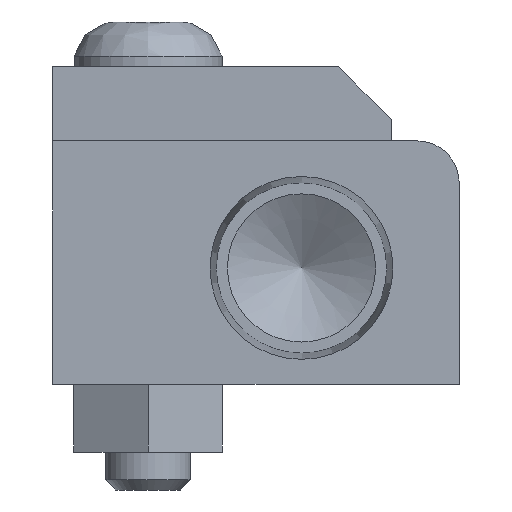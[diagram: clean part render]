
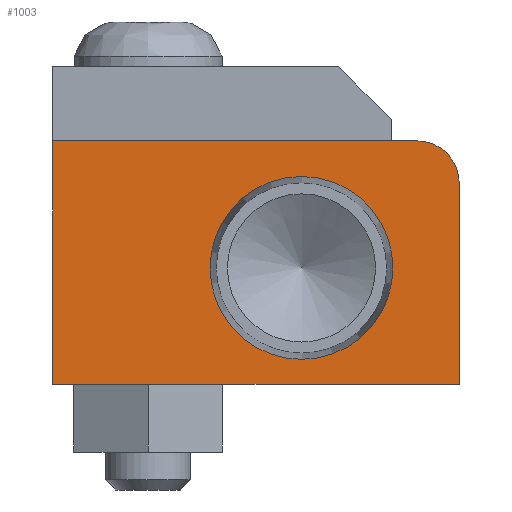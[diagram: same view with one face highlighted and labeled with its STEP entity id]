
A CAD part, left-side view. The second image highlights one B-rep face of the part: STEP entity #1003.
In plain terms, the highlighted planar face has unit normal (-1, 0, 0).
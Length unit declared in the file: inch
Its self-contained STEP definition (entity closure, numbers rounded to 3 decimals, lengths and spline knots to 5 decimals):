
#512=CARTESIAN_POINT('',(-39.27551,-7.92229,0.27739));
#513=VERTEX_POINT('',#512);
#514=CARTESIAN_POINT('',(-39.27551,-7.92229,0.00739));
#515=DIRECTION('',(1.0,0.0,0.0));
#516=DIRECTION('',(0.0,0.0,1.0));
#517=AXIS2_PLACEMENT_3D('',#514,#515,#516);
#518=CIRCLE('',#517,0.27);
#519=EDGE_CURVE('',#513,#513,#518,.T.);
#813=CARTESIAN_POINT('',(-39.27551,-8.26292,0.38264));
#814=VERTEX_POINT('',#813);
#821=CARTESIAN_POINT('',(-39.27551,-8.38792,0.25764));
#822=VERTEX_POINT('',#821);
#823=CARTESIAN_POINT('',(-39.27551,-8.26292,0.25764));
#824=DIRECTION('',(1.0,0.,0.));
#825=DIRECTION('',(0.,-0.707,0.707));
#826=AXIS2_PLACEMENT_3D('',#823,#824,#825);
#827=CIRCLE('',#826,0.125);
#828=EDGE_CURVE('',#814,#822,#827,.T.);
#852=CARTESIAN_POINT('',(-39.27551,-7.18792,0.38264));
#853=VERTEX_POINT('',#852);
#860=CARTESIAN_POINT('',(-39.27551,-7.18792,0.38264));
#861=DIRECTION('',(0.0,-1.0,0.0));
#862=VECTOR('',#861,1.075);
#863=LINE('',#860,#862);
#864=EDGE_CURVE('',#853,#814,#863,.T.);
#892=CARTESIAN_POINT('',(-39.27551,-7.18792,-0.33636));
#893=VERTEX_POINT('',#892);
#900=CARTESIAN_POINT('',(-39.27551,-7.18792,-0.33636));
#901=DIRECTION('',(0.0,0.0,1.0));
#902=VECTOR('',#901,0.719);
#903=LINE('',#900,#902);
#904=EDGE_CURVE('',#893,#853,#903,.T.);
#923=CARTESIAN_POINT('',(-39.27551,-8.38792,-0.33636));
#924=VERTEX_POINT('',#923);
#931=CARTESIAN_POINT('',(-39.27551,-8.38792,-0.33636));
#932=DIRECTION('',(0.0,1.0,0.0));
#933=VECTOR('',#932,1.2);
#934=LINE('',#931,#933);
#935=EDGE_CURVE('',#924,#893,#934,.T.);
#962=CARTESIAN_POINT('',(-39.27551,-8.38792,0.25764));
#963=DIRECTION('',(0.0,0.0,-1.0));
#964=VECTOR('',#963,0.594);
#965=LINE('',#962,#964);
#966=EDGE_CURVE('',#822,#924,#965,.T.);
#988=CARTESIAN_POINT('',(-39.27551,-7.77903,0.01767));
#989=DIRECTION('',(1.0,0.0,0.0));
#990=DIRECTION('',(0.0,1.0,0.0));
#991=AXIS2_PLACEMENT_3D('',#988,#989,#990);
#992=PLANE('',#991);
#993=ORIENTED_EDGE('',*,*,#966,.F.);
#994=ORIENTED_EDGE('',*,*,#828,.F.);
#995=ORIENTED_EDGE('',*,*,#864,.F.);
#996=ORIENTED_EDGE('',*,*,#904,.F.);
#997=ORIENTED_EDGE('',*,*,#935,.F.);
#998=EDGE_LOOP('',(#993,#994,#995,#996,#997));
#999=FACE_OUTER_BOUND('',#998,.T.);
#1000=ORIENTED_EDGE('',*,*,#519,.T.);
#1001=EDGE_LOOP('',(#1000));
#1002=FACE_BOUND('',#1001,.T.);
#1003=ADVANCED_FACE('',(#999,#1002),#992,.F.);
